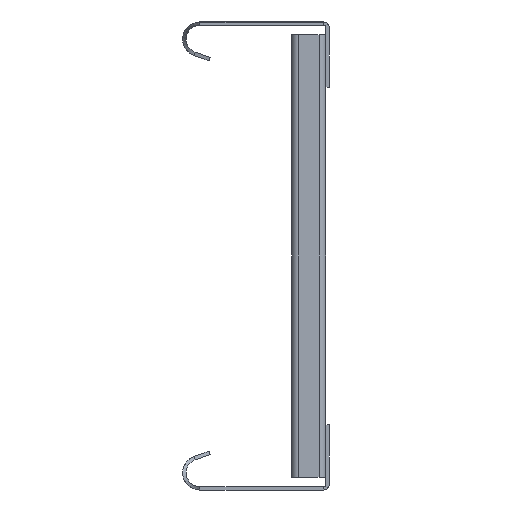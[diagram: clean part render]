
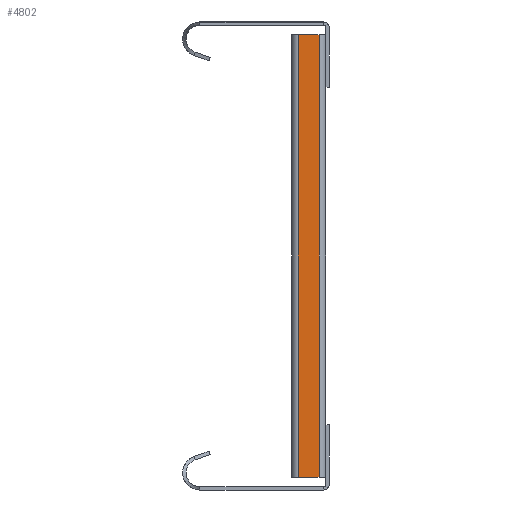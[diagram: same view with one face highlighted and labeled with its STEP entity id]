
A CAD part, left-side view. The second image highlights one B-rep face of the part: STEP entity #4802.
In plain terms, the highlighted planar face has unit normal (-1, 0, 0).
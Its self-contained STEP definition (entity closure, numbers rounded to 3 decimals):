
#16 = DIRECTION ( 'NONE',  ( 1., 0., 0. ) ) ;
#104 = LINE ( 'NONE', #4394, #6905 ) ;
#665 = VECTOR ( 'NONE', #8077, 1000. ) ;
#862 = VERTEX_POINT ( 'NONE', #8107 ) ;
#919 = VERTEX_POINT ( 'NONE', #2850 ) ;
#1554 = EDGE_CURVE ( 'NONE', #1703, #2094, #7642, .T. ) ;
#1703 = VERTEX_POINT ( 'NONE', #7419 ) ;
#1818 = DIRECTION ( 'NONE',  ( 0., 1., 0. ) ) ;
#1882 = LINE ( 'NONE', #3050, #665 ) ;
#2094 = VERTEX_POINT ( 'NONE', #3708 ) ;
#2260 = ORIENTED_EDGE ( 'NONE', *, *, #2300, .F. ) ;
#2300 = EDGE_CURVE ( 'NONE', #862, #1703, #104, .T. ) ;
#2461 = ORIENTED_EDGE ( 'NONE', *, *, #1554, .F. ) ;
#2469 = ORIENTED_EDGE ( 'NONE', *, *, #4359, .F. ) ;
#2645 = ORIENTED_EDGE ( 'NONE', *, *, #7793, .F. ) ;
#2745 = CARTESIAN_POINT ( 'NONE',  ( -15., 1.5, 96.5 ) ) ;
#2850 = CARTESIAN_POINT ( 'NONE',  ( -15., 3., 96.5 ) ) ;
#3050 = CARTESIAN_POINT ( 'NONE',  ( -15., 3., -96.5 ) ) ;
#3708 = CARTESIAN_POINT ( 'NONE',  ( -15., 12., 96.5 ) ) ;
#3845 = CARTESIAN_POINT ( 'NONE',  ( -15., 3., -96.5 ) ) ;
#4359 = EDGE_CURVE ( 'NONE', #919, #862, #1882, .T. ) ;
#4394 = CARTESIAN_POINT ( 'NONE',  ( -15., 13.5, -96.5 ) ) ;
#4480 = DIRECTION ( 'NONE',  ( 0., 0., -1. ) ) ;
#4523 = CARTESIAN_POINT ( 'NONE',  ( -15., 12., -96.5 ) ) ;
#4802 = ADVANCED_FACE ( 'NONE', ( #7620 ), #8229, .F. ) ;
#4894 = LINE ( 'NONE', #2745, #7752 ) ;
#4984 = DIRECTION ( 'NONE',  ( 0., 0., 1. ) ) ;
#5888 = VECTOR ( 'NONE', #4984, 1000. ) ;
#6113 = EDGE_LOOP ( 'NONE', ( #2461, #2260, #2469, #2645 ) ) ;
#6905 = VECTOR ( 'NONE', #1818, 1000. ) ;
#7163 = DIRECTION ( 'NONE',  ( 0., -1., 0. ) ) ;
#7419 = CARTESIAN_POINT ( 'NONE',  ( -15., 12., -96.5 ) ) ;
#7424 = AXIS2_PLACEMENT_3D ( 'NONE', #3845, #16, #4480 ) ;
#7620 = FACE_OUTER_BOUND ( 'NONE', #6113, .T. ) ;
#7642 = LINE ( 'NONE', #4523, #5888 ) ;
#7752 = VECTOR ( 'NONE', #7163, 1000. ) ;
#7793 = EDGE_CURVE ( 'NONE', #2094, #919, #4894, .T. ) ;
#8077 = DIRECTION ( 'NONE',  ( 0., 0., -1. ) ) ;
#8107 = CARTESIAN_POINT ( 'NONE',  ( -15., 3., -96.5 ) ) ;
#8229 = PLANE ( 'NONE',  #7424 ) ;
